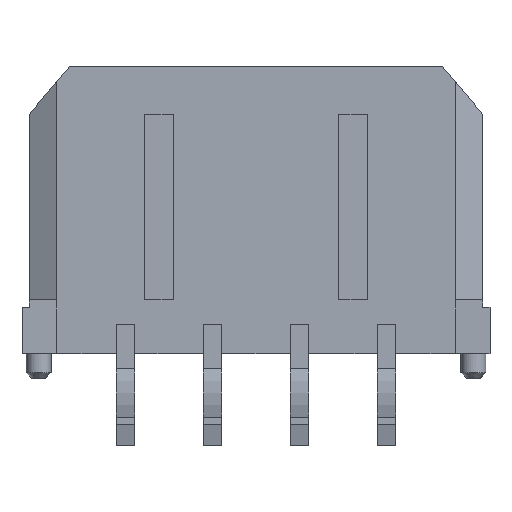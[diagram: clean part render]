
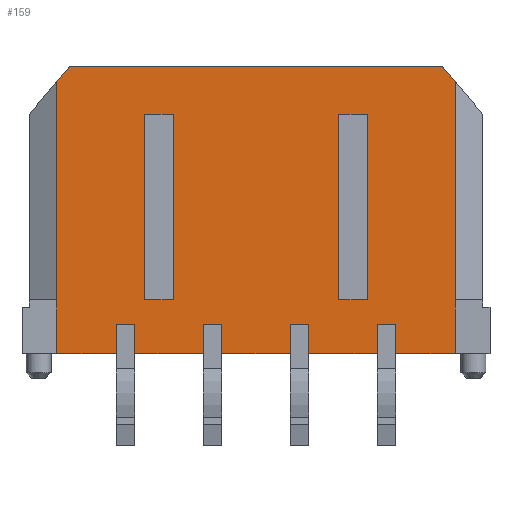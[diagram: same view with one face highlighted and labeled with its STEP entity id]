
A CAD part, front view. The second image highlights one B-rep face of the part: STEP entity #159.
In plain terms, the highlighted planar face has unit normal (0, -1, 0).
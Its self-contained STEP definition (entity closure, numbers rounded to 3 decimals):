
#159=ADVANCED_FACE('',(#645,#646,#647),#648,.T.);
#645=FACE_OUTER_BOUND('',#1441,.T.);
#646=FACE_BOUND('',#1442,.T.);
#647=FACE_BOUND('',#1443,.T.);
#648=PLANE('',#1444);
#1441=EDGE_LOOP('',(#2818,#2819,#2820,#2821,#2822,#2823,#2824,#2825,#2826,#2827,#2828,#2829,#2830,#2831,#2832,#2833,#2834,#2835,#2836,#2837,#2838,#2839,#2840,#2841));
#1442=EDGE_LOOP('',(#2842,#2843,#2844,#2845));
#1443=EDGE_LOOP('',(#2846,#2847,#2848,#2849));
#1444=AXIS2_PLACEMENT_3D('',#2850,#2851,#2852);
#2818=ORIENTED_EDGE('',*,*,#5569,.T.);
#2819=ORIENTED_EDGE('',*,*,#5570,.F.);
#2820=ORIENTED_EDGE('',*,*,#5567,.F.);
#2821=ORIENTED_EDGE('',*,*,#5571,.T.);
#2822=ORIENTED_EDGE('',*,*,#5572,.T.);
#2823=ORIENTED_EDGE('',*,*,#5573,.F.);
#2824=ORIENTED_EDGE('',*,*,#5560,.F.);
#2825=ORIENTED_EDGE('',*,*,#5574,.T.);
#2826=ORIENTED_EDGE('',*,*,#5575,.T.);
#2827=ORIENTED_EDGE('',*,*,#5576,.F.);
#2828=ORIENTED_EDGE('',*,*,#5557,.F.);
#2829=ORIENTED_EDGE('',*,*,#5512,.T.);
#2830=ORIENTED_EDGE('',*,*,#5504,.T.);
#2831=ORIENTED_EDGE('',*,*,#5489,.F.);
#2832=ORIENTED_EDGE('',*,*,#5556,.F.);
#2833=ORIENTED_EDGE('',*,*,#5577,.F.);
#2834=ORIENTED_EDGE('',*,*,#5578,.F.);
#2835=ORIENTED_EDGE('',*,*,#5333,.T.);
#2836=ORIENTED_EDGE('',*,*,#5579,.F.);
#2837=ORIENTED_EDGE('',*,*,#5340,.T.);
#2838=ORIENTED_EDGE('',*,*,#5580,.T.);
#2839=ORIENTED_EDGE('',*,*,#5581,.T.);
#2840=ORIENTED_EDGE('',*,*,#5562,.F.);
#2841=ORIENTED_EDGE('',*,*,#5530,.T.);
#2842=ORIENTED_EDGE('',*,*,#5582,.F.);
#2843=ORIENTED_EDGE('',*,*,#5583,.F.);
#2844=ORIENTED_EDGE('',*,*,#5584,.T.);
#2845=ORIENTED_EDGE('',*,*,#5585,.T.);
#2846=ORIENTED_EDGE('',*,*,#5586,.F.);
#2847=ORIENTED_EDGE('',*,*,#5587,.F.);
#2848=ORIENTED_EDGE('',*,*,#5588,.T.);
#2849=ORIENTED_EDGE('',*,*,#5589,.T.);
#2850=CARTESIAN_POINT('',(-7.825,-3.47,4.95));
#2851=DIRECTION('',(0.0,-1.0,0.0));
#2852=DIRECTION('',(0.0,0.0,-1.0));
#5333=EDGE_CURVE('',#6489,#6487,#6490,.T.);
#5340=EDGE_CURVE('',#6499,#6497,#6500,.T.);
#5489=EDGE_CURVE('',#6772,#6774,#6775,.T.);
#5504=EDGE_CURVE('',#6799,#6774,#6800,.T.);
#5512=EDGE_CURVE('',#6809,#6799,#6810,.T.);
#5530=EDGE_CURVE('',#6838,#6836,#6839,.T.);
#5556=EDGE_CURVE('',#6879,#6772,#6881,.T.);
#5557=EDGE_CURVE('',#6809,#6882,#6883,.T.);
#5560=EDGE_CURVE('',#6885,#6887,#6888,.T.);
#5562=EDGE_CURVE('',#6838,#6890,#6891,.T.);
#5567=EDGE_CURVE('',#6897,#6899,#6900,.T.);
#5569=EDGE_CURVE('',#6836,#6902,#6903,.T.);
#5570=EDGE_CURVE('',#6899,#6902,#6904,.T.);
#5571=EDGE_CURVE('',#6897,#6905,#6906,.T.);
#5572=EDGE_CURVE('',#6905,#6907,#6908,.T.);
#5573=EDGE_CURVE('',#6887,#6907,#6909,.T.);
#5574=EDGE_CURVE('',#6885,#6910,#6911,.T.);
#5575=EDGE_CURVE('',#6910,#6912,#6913,.T.);
#5576=EDGE_CURVE('',#6882,#6912,#6914,.T.);
#5577=EDGE_CURVE('',#6915,#6879,#6916,.T.);
#5578=EDGE_CURVE('',#6489,#6915,#6917,.T.);
#5579=EDGE_CURVE('',#6499,#6487,#6918,.T.);
#5580=EDGE_CURVE('',#6497,#6919,#6920,.T.);
#5581=EDGE_CURVE('',#6919,#6890,#6921,.T.);
#5582=EDGE_CURVE('',#6922,#6923,#6924,.T.);
#5583=EDGE_CURVE('',#6925,#6922,#6926,.T.);
#5584=EDGE_CURVE('',#6925,#6927,#6928,.T.);
#5585=EDGE_CURVE('',#6927,#6923,#6929,.T.);
#5586=EDGE_CURVE('',#6930,#6931,#6932,.T.);
#5587=EDGE_CURVE('',#6933,#6930,#6934,.T.);
#5588=EDGE_CURVE('',#6933,#6935,#6936,.T.);
#5589=EDGE_CURVE('',#6935,#6931,#6937,.T.);
#6487=VERTEX_POINT('',#8238);
#6489=VERTEX_POINT('',#8241);
#6490=LINE('',#8242,#8243);
#6497=VERTEX_POINT('',#8255);
#6499=VERTEX_POINT('',#8258);
#6500=LINE('',#8259,#8260);
#6772=VERTEX_POINT('',#8673);
#6774=VERTEX_POINT('',#8676);
#6775=LINE('',#8677,#8678);
#6799=VERTEX_POINT('',#8716);
#6800=LINE('',#8717,#8718);
#6809=VERTEX_POINT('',#8734);
#6810=LINE('',#8735,#8736);
#6836=VERTEX_POINT('',#8778);
#6838=VERTEX_POINT('',#8781);
#6839=LINE('',#8782,#8783);
#6879=VERTEX_POINT('',#8847);
#6881=LINE('',#8850,#8851);
#6882=VERTEX_POINT('',#8852);
#6883=LINE('',#8853,#8854);
#6885=VERTEX_POINT('',#8857);
#6887=VERTEX_POINT('',#8860);
#6888=LINE('',#8861,#8862);
#6890=VERTEX_POINT('',#8865);
#6891=LINE('',#8866,#8867);
#6897=VERTEX_POINT('',#8876);
#6899=VERTEX_POINT('',#8879);
#6900=LINE('',#8880,#8881);
#6902=VERTEX_POINT('',#8884);
#6903=LINE('',#8885,#8886);
#6904=LINE('',#8887,#8888);
#6905=VERTEX_POINT('',#8889);
#6906=LINE('',#8890,#8891);
#6907=VERTEX_POINT('',#8892);
#6908=LINE('',#8893,#8894);
#6909=LINE('',#8895,#8896);
#6910=VERTEX_POINT('',#8897);
#6911=LINE('',#8898,#8899);
#6912=VERTEX_POINT('',#8900);
#6913=LINE('',#8901,#8902);
#6914=LINE('',#8903,#8904);
#6915=VERTEX_POINT('',#8905);
#6916=LINE('',#8906,#8907);
#6917=LINE('',#8908,#8909);
#6918=LINE('',#8910,#8911);
#6919=VERTEX_POINT('',#8912);
#6920=LINE('',#8913,#8914);
#6921=LINE('',#8915,#8916);
#6922=VERTEX_POINT('',#8917);
#6923=VERTEX_POINT('',#8918);
#6924=LINE('',#8919,#8920);
#6925=VERTEX_POINT('',#8921);
#6926=LINE('',#8922,#8923);
#6927=VERTEX_POINT('',#8924);
#6928=LINE('',#8925,#8926);
#6929=LINE('',#8927,#8928);
#6930=VERTEX_POINT('',#8929);
#6931=VERTEX_POINT('',#8930);
#6932=LINE('',#8931,#8932);
#6933=VERTEX_POINT('',#8933);
#6934=LINE('',#8934,#8935);
#6935=VERTEX_POINT('',#8936);
#6936=LINE('',#8937,#8938);
#6937=LINE('',#8939,#8940);
#8238=CARTESIAN_POINT('',(6.425,-3.47,4.95));
#8241=CARTESIAN_POINT('',(6.875,-3.47,4.42));
#8242=CARTESIAN_POINT('',(6.875,-3.47,4.42));
#8243=VECTOR('',#10603,0.696);
#8255=CARTESIAN_POINT('',(-6.875,-3.47,4.42));
#8258=CARTESIAN_POINT('',(-6.425,-3.47,4.95));
#8259=CARTESIAN_POINT('',(-6.425,-3.47,4.95));
#8260=VECTOR('',#10610,0.696);
#8673=CARTESIAN_POINT('',(4.82,-3.47,-4.96));
#8676=CARTESIAN_POINT('',(4.82,-3.47,-3.96));
#8677=CARTESIAN_POINT('',(4.82,-3.47,-4.96));
#8678=VECTOR('',#10771,1.0);
#8716=CARTESIAN_POINT('',(4.18,-3.47,-3.96));
#8717=CARTESIAN_POINT('',(4.18,-3.47,-3.96));
#8718=VECTOR('',#10786,0.64);
#8734=CARTESIAN_POINT('',(4.18,-3.47,-4.96));
#8735=CARTESIAN_POINT('',(4.18,-3.47,-4.96));
#8736=VECTOR('',#10794,1.0);
#8778=CARTESIAN_POINT('',(-4.82,-3.47,-3.96));
#8781=CARTESIAN_POINT('',(-4.82,-3.47,-4.96));
#8782=CARTESIAN_POINT('',(-4.82,-3.47,-4.96));
#8783=VECTOR('',#10812,1.0);
#8847=CARTESIAN_POINT('',(6.875,-3.47,-4.96));
#8850=CARTESIAN_POINT('',(6.875,-3.47,-4.96));
#8851=VECTOR('',#10838,2.055);
#8852=CARTESIAN_POINT('',(1.82,-3.47,-4.96));
#8853=CARTESIAN_POINT('',(4.18,-3.47,-4.96));
#8854=VECTOR('',#10839,2.36);
#8857=CARTESIAN_POINT('',(1.18,-3.47,-4.96));
#8860=CARTESIAN_POINT('',(-1.18,-3.47,-4.96));
#8861=CARTESIAN_POINT('',(1.18,-3.47,-4.96));
#8862=VECTOR('',#10842,2.36);
#8865=CARTESIAN_POINT('',(-6.875,-3.47,-4.96));
#8866=CARTESIAN_POINT('',(-4.82,-3.47,-4.96));
#8867=VECTOR('',#10844,2.055);
#8876=CARTESIAN_POINT('',(-1.82,-3.47,-4.96));
#8879=CARTESIAN_POINT('',(-4.18,-3.47,-4.96));
#8880=CARTESIAN_POINT('',(-1.82,-3.47,-4.96));
#8881=VECTOR('',#10849,2.36);
#8884=CARTESIAN_POINT('',(-4.18,-3.47,-3.96));
#8885=CARTESIAN_POINT('',(-4.82,-3.47,-3.96));
#8886=VECTOR('',#10851,0.64);
#8887=CARTESIAN_POINT('',(-4.18,-3.47,-4.96));
#8888=VECTOR('',#10852,1.0);
#8889=CARTESIAN_POINT('',(-1.82,-3.47,-3.96));
#8890=CARTESIAN_POINT('',(-1.82,-3.47,-4.96));
#8891=VECTOR('',#10853,1.0);
#8892=CARTESIAN_POINT('',(-1.18,-3.47,-3.96));
#8893=CARTESIAN_POINT('',(-1.82,-3.47,-3.96));
#8894=VECTOR('',#10854,0.64);
#8895=CARTESIAN_POINT('',(-1.18,-3.47,-4.96));
#8896=VECTOR('',#10855,1.0);
#8897=CARTESIAN_POINT('',(1.18,-3.47,-3.96));
#8898=CARTESIAN_POINT('',(1.18,-3.47,-4.96));
#8899=VECTOR('',#10856,1.0);
#8900=CARTESIAN_POINT('',(1.82,-3.47,-3.96));
#8901=CARTESIAN_POINT('',(1.18,-3.47,-3.96));
#8902=VECTOR('',#10857,0.64);
#8903=CARTESIAN_POINT('',(1.82,-3.47,-4.96));
#8904=VECTOR('',#10858,1.0);
#8905=CARTESIAN_POINT('',(6.875,-3.47,-3.11));
#8906=CARTESIAN_POINT('',(6.875,-3.47,-3.11));
#8907=VECTOR('',#10859,1.85);
#8908=CARTESIAN_POINT('',(6.875,-3.47,4.42));
#8909=VECTOR('',#10860,7.53);
#8910=CARTESIAN_POINT('',(-6.425,-3.47,4.95));
#8911=VECTOR('',#10861,12.85);
#8912=CARTESIAN_POINT('',(-6.875,-3.47,-3.11));
#8913=CARTESIAN_POINT('',(-6.875,-3.47,4.42));
#8914=VECTOR('',#10862,7.53);
#8915=CARTESIAN_POINT('',(-6.875,-3.47,-3.11));
#8916=VECTOR('',#10863,1.85);
#8917=CARTESIAN_POINT('',(3.85,-3.47,-3.11));
#8918=CARTESIAN_POINT('',(3.85,-3.47,3.3));
#8919=CARTESIAN_POINT('',(3.85,-3.47,-3.11));
#8920=VECTOR('',#10864,6.41);
#8921=CARTESIAN_POINT('',(2.85,-3.47,-3.11));
#8922=CARTESIAN_POINT('',(2.85,-3.47,-3.11));
#8923=VECTOR('',#10865,1.0);
#8924=CARTESIAN_POINT('',(2.85,-3.47,3.3));
#8925=CARTESIAN_POINT('',(2.85,-3.47,-3.11));
#8926=VECTOR('',#10866,6.41);
#8927=CARTESIAN_POINT('',(2.85,-3.47,3.3));
#8928=VECTOR('',#10867,1.0);
#8929=CARTESIAN_POINT('',(-2.85,-3.47,-3.11));
#8930=CARTESIAN_POINT('',(-2.85,-3.47,3.3));
#8931=CARTESIAN_POINT('',(-2.85,-3.47,-3.11));
#8932=VECTOR('',#10868,6.41);
#8933=CARTESIAN_POINT('',(-3.85,-3.47,-3.11));
#8934=CARTESIAN_POINT('',(-3.85,-3.47,-3.11));
#8935=VECTOR('',#10869,1.0);
#8936=CARTESIAN_POINT('',(-3.85,-3.47,3.3));
#8937=CARTESIAN_POINT('',(-3.85,-3.47,-3.11));
#8938=VECTOR('',#10870,6.41);
#8939=CARTESIAN_POINT('',(-3.85,-3.47,3.3));
#8940=VECTOR('',#10871,1.0);
#10603=DIRECTION('',(-0.647,0.0,0.763));
#10610=DIRECTION('',(-0.647,0.0,-0.763));
#10771=DIRECTION('',(0.0,0.0,1.0));
#10786=DIRECTION('',(1.0,0.0,0.0));
#10794=DIRECTION('',(0.0,0.0,1.0));
#10812=DIRECTION('',(0.0,0.0,1.0));
#10838=DIRECTION('',(-1.0,0.0,0.0));
#10839=DIRECTION('',(-1.0,0.0,0.0));
#10842=DIRECTION('',(-1.0,0.0,0.0));
#10844=DIRECTION('',(-1.0,0.0,0.0));
#10849=DIRECTION('',(-1.0,0.0,0.0));
#10851=DIRECTION('',(1.0,0.0,0.0));
#10852=DIRECTION('',(0.0,0.0,1.0));
#10853=DIRECTION('',(0.0,0.0,1.0));
#10854=DIRECTION('',(1.0,0.0,0.0));
#10855=DIRECTION('',(0.0,0.0,1.0));
#10856=DIRECTION('',(0.0,0.0,1.0));
#10857=DIRECTION('',(1.0,0.0,0.0));
#10858=DIRECTION('',(0.0,0.0,1.0));
#10859=DIRECTION('',(0.0,0.0,-1.0));
#10860=DIRECTION('',(0.0,0.0,-1.0));
#10861=DIRECTION('',(1.0,0.0,0.0));
#10862=DIRECTION('',(0.0,0.0,-1.0));
#10863=DIRECTION('',(0.0,0.0,-1.0));
#10864=DIRECTION('',(0.0,0.0,1.0));
#10865=DIRECTION('',(1.0,0.0,0.0));
#10866=DIRECTION('',(0.0,0.0,1.0));
#10867=DIRECTION('',(1.0,0.0,0.0));
#10868=DIRECTION('',(0.0,0.0,1.0));
#10869=DIRECTION('',(1.0,0.0,0.0));
#10870=DIRECTION('',(0.0,0.0,1.0));
#10871=DIRECTION('',(1.0,0.0,0.0));
